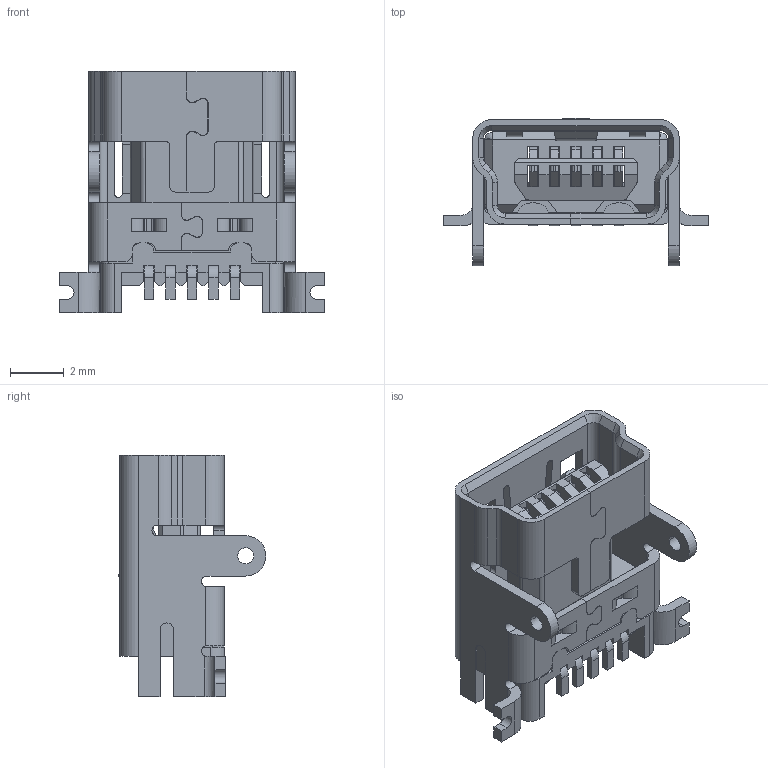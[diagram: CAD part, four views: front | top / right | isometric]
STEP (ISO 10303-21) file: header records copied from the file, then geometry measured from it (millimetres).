
FILE_DESCRIPTION((''),'2;1');
FILE_NAME('GMSB0530112C1HR','2021-07-06T',('user7'),(''),'PRO/ENGINEER BY PARAMETRIC TECHNOLOGY CORPORATION, 2010430','PRO/ENGINEER BY PARAMETRIC TECHNOLOGY CORPORATION, 2010430','');
FILE_SCHEMA(('CONFIG_CONTROL_DESIGN'));
Length unit declared in the file: millimetre
Products named in the file (1): GMSB0530112C1HR
Bounding box: 9.9 x 5.51 x 9 mm (x, y, z)
Volume: 115.9 mm3; surface area: 636.2 mm2
Topology: 1 solids, 1 shells, 837 faces, 2641 edges, 1728 vertices
Faces by surface type: plane 563, cylinder 258, cone 12, bspline 4
Entity records: 29492 total; most frequent: CARTESIAN_POINT 5471, ORIENTED_EDGE 5274, DIRECTION 4843, EDGE_CURVE 2637, VECTOR 2029, LINE 2029, VERTEX_POINT 1728, AXIS2_PLACEMENT_3D 1407
